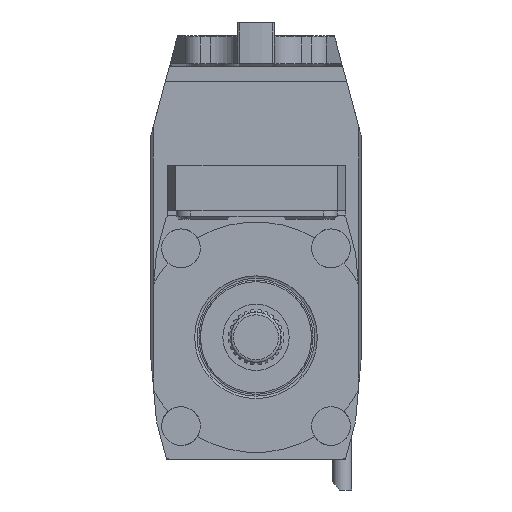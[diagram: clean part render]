
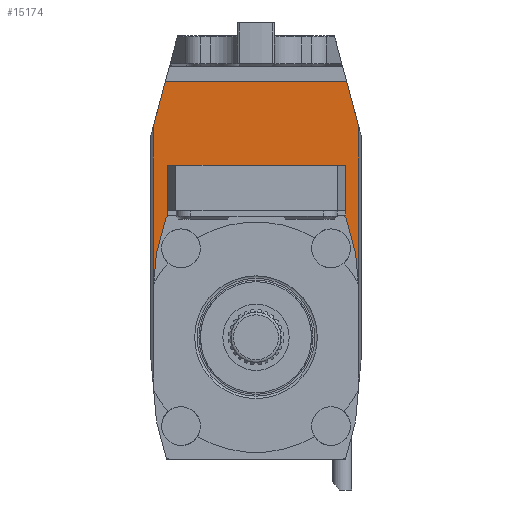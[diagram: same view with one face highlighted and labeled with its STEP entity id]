
A CAD part, front view. The second image highlights one B-rep face of the part: STEP entity #15174.
In plain terms, the highlighted planar face has unit normal (0, -1, 0).
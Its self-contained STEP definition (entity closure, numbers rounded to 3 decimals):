
#12 = ORIENTED_EDGE ( 'NONE', *, *, #36275, .F. ) ;
#143 = CARTESIAN_POINT ( 'NONE',  ( 38.213, -80., -46.657 ) ) ;
#1108 = CARTESIAN_POINT ( 'NONE',  ( 41.003, -80., -39.013 ) ) ;
#1155 = VECTOR ( 'NONE', #6702, 1000. ) ;
#1464 = VECTOR ( 'NONE', #21481, 1000. ) ;
#1547 = CIRCLE ( 'NONE', #5183, 54. ) ;
#1550 = LINE ( 'NONE', #14349, #37114 ) ;
#1744 = DIRECTION ( 'NONE',  ( 0., 1., 0. ) ) ;
#2175 = ORIENTED_EDGE ( 'NONE', *, *, #30794, .F. ) ;
#2354 = ORIENTED_EDGE ( 'NONE', *, *, #18498, .T. ) ;
#2462 = CARTESIAN_POINT ( 'NONE',  ( 37., -80., -32.79 ) ) ;
#2533 = EDGE_CURVE ( 'NONE', #20544, #25529, #5186, .T. ) ;
#2670 = EDGE_CURVE ( 'NONE', #13941, #14960, #33154, .T. ) ;
#2718 = DIRECTION ( 'NONE',  ( 0.087, 0., 0.996 ) ) ;
#3062 = DIRECTION ( 'NONE',  ( 0.259, 0., 0.966 ) ) ;
#3212 = VECTOR ( 'NONE', #15410, 1000. ) ;
#3339 = ORIENTED_EDGE ( 'NONE', *, *, #4766, .T. ) ;
#4085 = ORIENTED_EDGE ( 'NONE', *, *, #8832, .F. ) ;
#4095 = CARTESIAN_POINT ( 'NONE',  ( 35.867, -80., -19.845 ) ) ;
#4766 = EDGE_CURVE ( 'NONE', #24249, #10575, #9966, .T. ) ;
#5183 = AXIS2_PLACEMENT_3D ( 'NONE', #14506, #31951, #20986 ) ;
#5186 = LINE ( 'NONE', #17049, #15946 ) ;
#5191 = EDGE_CURVE ( 'NONE', #11831, #35285, #17726, .T. ) ;
#6328 = DIRECTION ( 'NONE',  ( 0., 0., 1. ) ) ;
#6465 = DIRECTION ( 'NONE',  ( 1., 0., 0. ) ) ;
#6552 = CARTESIAN_POINT ( 'NONE',  ( 38., -80., 22. ) ) ;
#6702 = DIRECTION ( 'NONE',  ( 0., 0., -1. ) ) ;
#6707 = CARTESIAN_POINT ( 'NONE',  ( 0., -80., -50. ) ) ;
#6724 = LINE ( 'NONE', #24694, #1464 ) ;
#7045 = VECTOR ( 'NONE', #14314, 1000. ) ;
#7355 = CARTESIAN_POINT ( 'NONE',  ( -37., -80., -32.79 ) ) ;
#8684 = LINE ( 'NONE', #12089, #36969 ) ;
#8832 = EDGE_CURVE ( 'NONE', #14960, #27094, #1550, .T. ) ;
#9530 = LINE ( 'NONE', #6552, #3212 ) ;
#9695 = ORIENTED_EDGE ( 'NONE', *, *, #24178, .T. ) ;
#9877 = VERTEX_POINT ( 'NONE', #18075 ) ;
#9966 = CIRCLE ( 'NONE', #22749, 54. ) ;
#10404 = CARTESIAN_POINT ( 'NONE',  ( -37., -80., 25.732 ) ) ;
#10575 = VERTEX_POINT ( 'NONE', #35705 ) ;
#11531 = ORIENTED_EDGE ( 'NONE', *, *, #13061, .F. ) ;
#11562 = EDGE_CURVE ( 'NONE', #25529, #24249, #8684, .T. ) ;
#11831 = VERTEX_POINT ( 'NONE', #2462 ) ;
#12089 = CARTESIAN_POINT ( 'NONE',  ( -32.365, -80., -6.774 ) ) ;
#12911 = CARTESIAN_POINT ( 'NONE',  ( 32.365, -80., -6.774 ) ) ;
#13061 = EDGE_CURVE ( 'NONE', #27094, #18175, #9530, .T. ) ;
#13312 = CARTESIAN_POINT ( 'NONE',  ( 37., -80., 25.732 ) ) ;
#13941 = VERTEX_POINT ( 'NONE', #10404 ) ;
#14314 = DIRECTION ( 'NONE',  ( -0.087, 0., 0.996 ) ) ;
#14349 = CARTESIAN_POINT ( 'NONE',  ( -32.641, -80., 42. ) ) ;
#14506 = CARTESIAN_POINT ( 'NONE',  ( 0., -80., -50. ) ) ;
#14960 = VERTEX_POINT ( 'NONE', #22443 ) ;
#15139 = LINE ( 'NONE', #21221, #19342 ) ;
#15174 = ADVANCED_FACE ( 'Defeature completata2_3', ( #29605 ), #20703, .F. ) ;
#15387 = DIRECTION ( 'NONE',  ( 0., 1., 0. ) ) ;
#15410 = DIRECTION ( 'NONE',  ( 0.259, 0., -0.966 ) ) ;
#15946 = VECTOR ( 'NONE', #2718, 1000. ) ;
#16152 = ORIENTED_EDGE ( 'NONE', *, *, #2670, .F. ) ;
#16253 = ORIENTED_EDGE ( 'NONE', *, *, #2533, .T. ) ;
#16267 = ORIENTED_EDGE ( 'NONE', *, *, #33717, .F. ) ;
#17049 = CARTESIAN_POINT ( 'NONE',  ( -35.867, -80., -19.845 ) ) ;
#17191 = ORIENTED_EDGE ( 'NONE', *, *, #5191, .F. ) ;
#17726 = LINE ( 'NONE', #143, #7045 ) ;
#18037 = LINE ( 'NONE', #32633, #1155 ) ;
#18075 = CARTESIAN_POINT ( 'NONE',  ( 31.305, -80., -6. ) ) ;
#18175 = VERTEX_POINT ( 'NONE', #13312 ) ;
#18498 = EDGE_CURVE ( 'NONE', #9877, #30457, #1547, .T. ) ;
#18520 = LINE ( 'NONE', #1108, #30599 ) ;
#19342 = VECTOR ( 'NONE', #6465, 1000. ) ;
#20544 = VERTEX_POINT ( 'NONE', #7355 ) ;
#20703 = PLANE ( 'NONE',  #26795 ) ;
#20986 = DIRECTION ( 'NONE',  ( 1., 0., 0. ) ) ;
#21221 = CARTESIAN_POINT ( 'NONE',  ( 0., -80., -6. ) ) ;
#21481 = DIRECTION ( 'NONE',  ( 0., 0., 1. ) ) ;
#22443 = CARTESIAN_POINT ( 'NONE',  ( -32.641, -80., 42. ) ) ;
#22723 = DIRECTION ( 'NONE',  ( 1., 0., 0. ) ) ;
#22749 = AXIS2_PLACEMENT_3D ( 'NONE', #30516, #1744, #24827 ) ;
#24146 = CARTESIAN_POINT ( 'NONE',  ( -35.867, -80., -19.845 ) ) ;
#24178 = EDGE_CURVE ( 'NONE', #10575, #9877, #15139, .T. ) ;
#24249 = VERTEX_POINT ( 'NONE', #29546 ) ;
#24636 = CARTESIAN_POINT ( 'NONE',  ( -38., -80., 22. ) ) ;
#24694 = CARTESIAN_POINT ( 'NONE',  ( -37., -80., -94. ) ) ;
#24827 = DIRECTION ( 'NONE',  ( 1., 0., 0. ) ) ;
#25529 = VERTEX_POINT ( 'NONE', #24146 ) ;
#26018 = ORIENTED_EDGE ( 'NONE', *, *, #11562, .T. ) ;
#26795 = AXIS2_PLACEMENT_3D ( 'NONE', #6707, #15387, #6328 ) ;
#27094 = VERTEX_POINT ( 'NONE', #33876 ) ;
#29546 = CARTESIAN_POINT ( 'NONE',  ( -32.365, -80., -6.774 ) ) ;
#29605 = FACE_OUTER_BOUND ( 'NONE', #33629, .T. ) ;
#30074 = DIRECTION ( 'NONE',  ( -0.259, 0., 0.966 ) ) ;
#30457 = VERTEX_POINT ( 'NONE', #12911 ) ;
#30516 = CARTESIAN_POINT ( 'NONE',  ( 0., -80., -50. ) ) ;
#30599 = VECTOR ( 'NONE', #30074, 1000. ) ;
#30794 = EDGE_CURVE ( 'NONE', #20544, #13941, #6724, .T. ) ;
#31951 = DIRECTION ( 'NONE',  ( 0., 1., 0. ) ) ;
#32633 = CARTESIAN_POINT ( 'NONE',  ( 37., -80., -50. ) ) ;
#32890 = VECTOR ( 'NONE', #35430, 1000. ) ;
#33154 = LINE ( 'NONE', #24636, #32890 ) ;
#33629 = EDGE_LOOP ( 'NONE', ( #16267, #17191, #12, #11531, #4085, #16152, #2175, #16253, #26018, #3339, #9695, #2354 ) ) ;
#33717 = EDGE_CURVE ( 'NONE', #35285, #30457, #18520, .T. ) ;
#33876 = CARTESIAN_POINT ( 'NONE',  ( 32.641, -80., 42. ) ) ;
#35285 = VERTEX_POINT ( 'NONE', #4095 ) ;
#35430 = DIRECTION ( 'NONE',  ( 0.259, 0., 0.966 ) ) ;
#35705 = CARTESIAN_POINT ( 'NONE',  ( -31.305, -80., -6. ) ) ;
#36275 = EDGE_CURVE ( 'NONE', #18175, #11831, #18037, .T. ) ;
#36969 = VECTOR ( 'NONE', #3062, 1000. ) ;
#37114 = VECTOR ( 'NONE', #22723, 1000. ) ;
